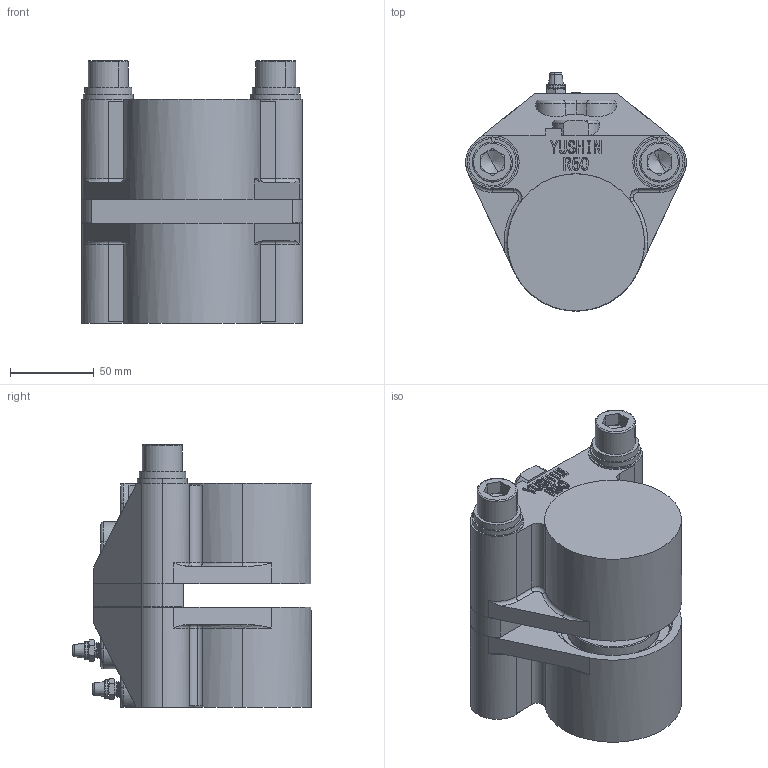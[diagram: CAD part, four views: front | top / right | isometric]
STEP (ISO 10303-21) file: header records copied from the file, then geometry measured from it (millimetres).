
FILE_DESCRIPTION (( 'STEP AP203' ), '1' );
FILE_NAME ('RDB-50(Web—p).STEP', '2025-12-24T05:39:41', ( '' ), ( '' ), 'SwSTEP 2.0', 'SolidWorks 2024', '' );
FILE_SCHEMA (( 'CONFIG_CONTROL_DESIGN' ));
Length unit declared in the file: millimetre
Products named in the file (1): RDB-50(Web用)
Bounding box: 132 x 142.63 x 157.2 mm (x, y, z)
Volume: 1336570.7 mm3; surface area: 110690.9 mm2
Topology: 1 solids, 1 shells, 781 faces, 2055 edges, 1310 vertices
Faces by surface type: plane 364, cylinder 145, bspline 142, cone 82, torus 48
Entity records: 31884 total; most frequent: CARTESIAN_POINT 13405, ORIENTED_EDGE 4094, DIRECTION 3437, EDGE_CURVE 2047, VERTEX_POINT 1310, AXIS2_PLACEMENT_3D 1170, LINE 1097, VECTOR 1097
